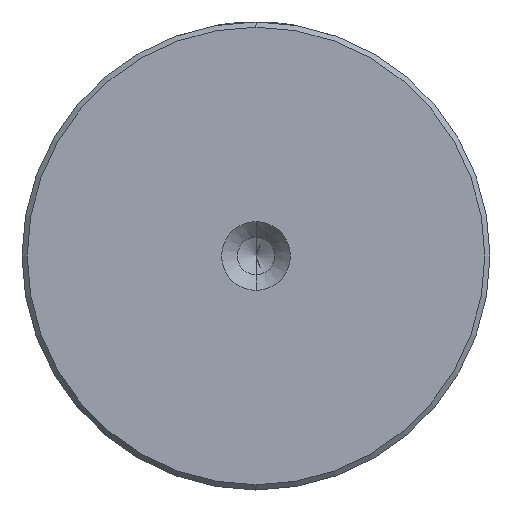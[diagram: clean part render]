
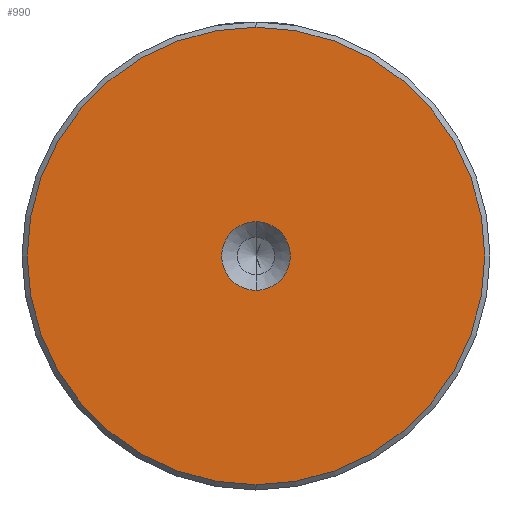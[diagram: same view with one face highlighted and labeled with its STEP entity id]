
A CAD part, left-side view. The second image highlights one B-rep face of the part: STEP entity #990.
In plain terms, the highlighted planar face has unit normal (-1, 0, 0).
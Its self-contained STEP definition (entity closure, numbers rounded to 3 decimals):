
#31 = CARTESIAN_POINT ( 'NONE',  ( 0., 0., 3.3 ) ) ;
#39 = VERTEX_POINT ( 'NONE', #304 ) ;
#81 = DIRECTION ( 'NONE',  ( -1., 0., 0. ) ) ;
#209 = FACE_OUTER_BOUND ( 'NONE', #2137, .T. ) ;
#278 = ORIENTED_EDGE ( 'NONE', *, *, #1291, .F. ) ;
#304 = CARTESIAN_POINT ( 'NONE',  ( 0., 0., -3.3 ) ) ;
#488 = EDGE_CURVE ( 'NONE', #1692, #731, #909, .T. ) ;
#576 = DIRECTION ( 'NONE',  ( -1., 0., 0. ) ) ;
#591 = CIRCLE ( 'NONE', #2125, 3.3 ) ;
#731 = VERTEX_POINT ( 'NONE', #1299 ) ;
#754 = ORIENTED_EDGE ( 'NONE', *, *, #1020, .T. ) ;
#832 = EDGE_LOOP ( 'NONE', ( #2175, #278 ) ) ;
#836 = CARTESIAN_POINT ( 'NONE',  ( 0., 0., 0. ) ) ;
#909 = CIRCLE ( 'NONE', #1294, 22. ) ;
#990 = ADVANCED_FACE ( 'NONE', ( #209, #1056 ), #1722, .T. ) ;
#1012 = DIRECTION ( 'NONE',  ( 0., 0., 1. ) ) ;
#1019 = CIRCLE ( 'NONE', #1994, 3.3 ) ;
#1020 = EDGE_CURVE ( 'NONE', #731, #1692, #1519, .T. ) ;
#1056 = FACE_BOUND ( 'NONE', #832, .T. ) ;
#1106 = DIRECTION ( 'NONE',  ( -1., 0., 0. ) ) ;
#1146 = VERTEX_POINT ( 'NONE', #31 ) ;
#1197 = CARTESIAN_POINT ( 'NONE',  ( 0., 0., 0. ) ) ;
#1237 = ORIENTED_EDGE ( 'NONE', *, *, #488, .T. ) ;
#1291 = EDGE_CURVE ( 'NONE', #39, #1146, #1019, .T. ) ;
#1294 = AXIS2_PLACEMENT_3D ( 'NONE', #1917, #1778, #1763 ) ;
#1299 = CARTESIAN_POINT ( 'NONE',  ( 0., 0., -22. ) ) ;
#1519 = CIRCLE ( 'NONE', #2145, 22. ) ;
#1652 = CARTESIAN_POINT ( 'NONE',  ( 0., 0., 0. ) ) ;
#1692 = VERTEX_POINT ( 'NONE', #1954 ) ;
#1695 = DIRECTION ( 'NONE',  ( 0., 0., 1. ) ) ;
#1722 = PLANE ( 'NONE',  #2072 ) ;
#1763 = DIRECTION ( 'NONE',  ( 0., 0., 1. ) ) ;
#1778 = DIRECTION ( 'NONE',  ( -1., 0., 0. ) ) ;
#1827 = DIRECTION ( 'NONE',  ( 0., 0., 1. ) ) ;
#1917 = CARTESIAN_POINT ( 'NONE',  ( 0., 0., 0. ) ) ;
#1954 = CARTESIAN_POINT ( 'NONE',  ( 0., 0., 22. ) ) ;
#1984 = EDGE_CURVE ( 'NONE', #1146, #39, #591, .T. ) ;
#1994 = AXIS2_PLACEMENT_3D ( 'NONE', #836, #2078, #1012 ) ;
#2072 = AXIS2_PLACEMENT_3D ( 'NONE', #1197, #81, #1695 ) ;
#2078 = DIRECTION ( 'NONE',  ( -1., 0., 0. ) ) ;
#2125 = AXIS2_PLACEMENT_3D ( 'NONE', #2155, #1106, #2332 ) ;
#2137 = EDGE_LOOP ( 'NONE', ( #754, #1237 ) ) ;
#2145 = AXIS2_PLACEMENT_3D ( 'NONE', #1652, #576, #1827 ) ;
#2155 = CARTESIAN_POINT ( 'NONE',  ( 0., 0., 0. ) ) ;
#2175 = ORIENTED_EDGE ( 'NONE', *, *, #1984, .F. ) ;
#2332 = DIRECTION ( 'NONE',  ( 0., 0., 1. ) ) ;
